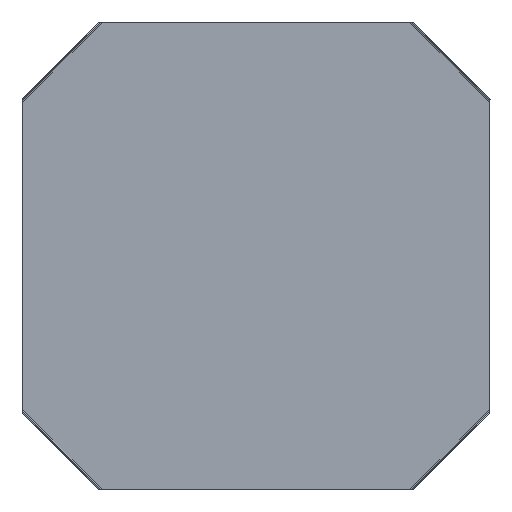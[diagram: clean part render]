
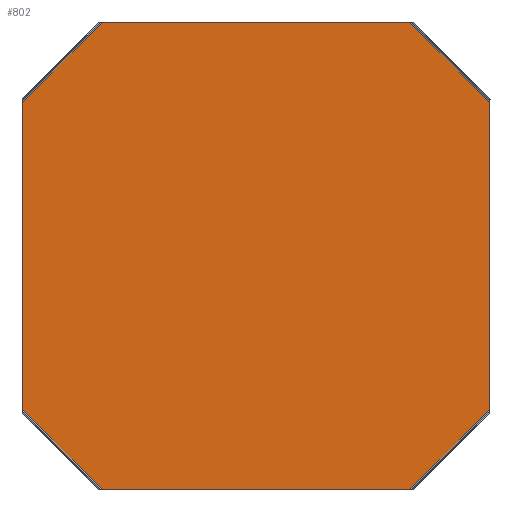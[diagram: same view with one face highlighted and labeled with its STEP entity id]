
A CAD part, front view. The second image highlights one B-rep face of the part: STEP entity #802.
In plain terms, the highlighted planar face has unit normal (0, -1, 0).
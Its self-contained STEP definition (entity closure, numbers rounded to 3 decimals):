
#21 = VERTEX_POINT ( 'NONE', #381 ) ;
#28 = CARTESIAN_POINT ( 'NONE',  ( 124.321, -0.7, -124.321 ) ) ;
#29 = DIRECTION ( 'NONE',  ( -0.707, 0., -0.707 ) ) ;
#44 = VERTEX_POINT ( 'NONE', #1150 ) ;
#77 = CARTESIAN_POINT ( 'NONE',  ( -150., -0.7, -117. ) ) ;
#88 = EDGE_LOOP ( 'NONE', ( #797, #1266, #1018, #483, #108, #881, #729, #489 ) ) ;
#108 = ORIENTED_EDGE ( 'NONE', *, *, #882, .F. ) ;
#112 = DIRECTION ( 'NONE',  ( -0.707, 0., 0.707 ) ) ;
#132 = DIRECTION ( 'NONE',  ( 0., 0., 1. ) ) ;
#137 = CARTESIAN_POINT ( 'NONE',  ( 150., -0.7, -117. ) ) ;
#138 = CARTESIAN_POINT ( 'NONE',  ( -150., -0.7, -98.643 ) ) ;
#188 = VECTOR ( 'NONE', #29, 1000. ) ;
#239 = VECTOR ( 'NONE', #248, 1000. ) ;
#248 = DIRECTION ( 'NONE',  ( 0., 0., -1. ) ) ;
#323 = VECTOR ( 'NONE', #671, 1000. ) ;
#356 = LINE ( 'NONE', #861, #392 ) ;
#372 = VERTEX_POINT ( 'NONE', #505 ) ;
#378 = VERTEX_POINT ( 'NONE', #829 ) ;
#381 = CARTESIAN_POINT ( 'NONE',  ( 150., -0.7, -98.643 ) ) ;
#392 = VECTOR ( 'NONE', #112, 1000. ) ;
#400 = VECTOR ( 'NONE', #597, 1000. ) ;
#421 = VERTEX_POINT ( 'NONE', #776 ) ;
#432 = CARTESIAN_POINT ( 'NONE',  ( -124.321, -0.7, -124.321 ) ) ;
#437 = AXIS2_PLACEMENT_3D ( 'NONE', #1284, #1276, #1255 ) ;
#444 = DIRECTION ( 'NONE',  ( -0.707, 0., 0.707 ) ) ;
#479 = CARTESIAN_POINT ( 'NONE',  ( -150., -0.7, 98.643 ) ) ;
#483 = ORIENTED_EDGE ( 'NONE', *, *, #1149, .F. ) ;
#489 = ORIENTED_EDGE ( 'NONE', *, *, #873, .T. ) ;
#498 = LINE ( 'NONE', #137, #239 ) ;
#505 = CARTESIAN_POINT ( 'NONE',  ( -98.643, -0.7, 150. ) ) ;
#538 = LINE ( 'NONE', #77, #979 ) ;
#585 = CARTESIAN_POINT ( 'NONE',  ( -124.321, -0.7, 124.321 ) ) ;
#596 = CARTESIAN_POINT ( 'NONE',  ( -98.643, -0.7, -150. ) ) ;
#597 = DIRECTION ( 'NONE',  ( -0.707, 0., -0.707 ) ) ;
#624 = LINE ( 'NONE', #585, #400 ) ;
#671 = DIRECTION ( 'NONE',  ( -1., 0., 0. ) ) ;
#725 = LINE ( 'NONE', #432, #784 ) ;
#729 = ORIENTED_EDGE ( 'NONE', *, *, #949, .F. ) ;
#776 = CARTESIAN_POINT ( 'NONE',  ( 98.643, -0.7, 150. ) ) ;
#784 = VECTOR ( 'NONE', #444, 1000. ) ;
#797 = ORIENTED_EDGE ( 'NONE', *, *, #899, .F. ) ;
#802 = ADVANCED_FACE ( 'NONE', ( #866 ), #1296, .F. ) ;
#829 = CARTESIAN_POINT ( 'NONE',  ( 150., -0.7, 98.643 ) ) ;
#861 = CARTESIAN_POINT ( 'NONE',  ( 124.321, -0.7, 124.321 ) ) ;
#866 = FACE_OUTER_BOUND ( 'NONE', #88, .T. ) ;
#873 = EDGE_CURVE ( 'NONE', #378, #421, #356, .T. ) ;
#881 = ORIENTED_EDGE ( 'NONE', *, *, #933, .F. ) ;
#882 = EDGE_CURVE ( 'NONE', #44, #1288, #883, .T. ) ;
#883 = LINE ( 'NONE', #985, #323 ) ;
#899 = EDGE_CURVE ( 'NONE', #372, #421, #1045, .T. ) ;
#933 = EDGE_CURVE ( 'NONE', #21, #44, #1216, .T. ) ;
#949 = EDGE_CURVE ( 'NONE', #378, #21, #498, .T. ) ;
#966 = VECTOR ( 'NONE', #1034, 1000. ) ;
#979 = VECTOR ( 'NONE', #132, 1000. ) ;
#985 = CARTESIAN_POINT ( 'NONE',  ( -117., -0.7, -150. ) ) ;
#998 = EDGE_CURVE ( 'NONE', #1000, #1174, #538, .T. ) ;
#1000 = VERTEX_POINT ( 'NONE', #138 ) ;
#1018 = ORIENTED_EDGE ( 'NONE', *, *, #998, .F. ) ;
#1034 = DIRECTION ( 'NONE',  ( 1., 0., 0. ) ) ;
#1045 = LINE ( 'NONE', #1048, #966 ) ;
#1048 = CARTESIAN_POINT ( 'NONE',  ( -117., -0.7, 150. ) ) ;
#1149 = EDGE_CURVE ( 'NONE', #1288, #1000, #725, .T. ) ;
#1150 = CARTESIAN_POINT ( 'NONE',  ( 98.643, -0.7, -150. ) ) ;
#1174 = VERTEX_POINT ( 'NONE', #479 ) ;
#1216 = LINE ( 'NONE', #28, #188 ) ;
#1255 = DIRECTION ( 'NONE',  ( 0., 0., 1. ) ) ;
#1266 = ORIENTED_EDGE ( 'NONE', *, *, #1305, .T. ) ;
#1276 = DIRECTION ( 'NONE',  ( 0., 1., 0. ) ) ;
#1284 = CARTESIAN_POINT ( 'NONE',  ( 0., -0.7, 0. ) ) ;
#1288 = VERTEX_POINT ( 'NONE', #596 ) ;
#1296 = PLANE ( 'NONE',  #437 ) ;
#1305 = EDGE_CURVE ( 'NONE', #372, #1174, #624, .T. ) ;
